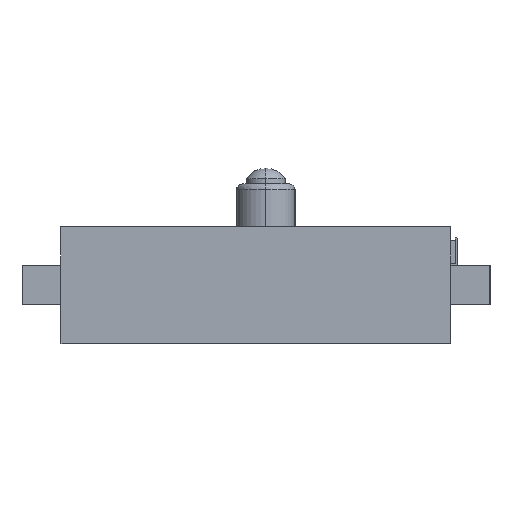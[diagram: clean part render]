
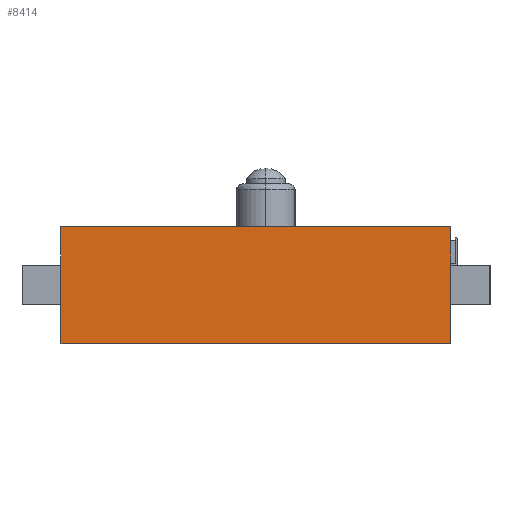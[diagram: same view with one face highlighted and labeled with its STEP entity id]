
A CAD part, left-side view. The second image highlights one B-rep face of the part: STEP entity #8414.
In plain terms, the highlighted planar face has unit normal (-1, 0, 0).
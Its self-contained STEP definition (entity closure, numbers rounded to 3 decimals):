
#8389 = VERTEX_POINT('',#8390);
#8390 = CARTESIAN_POINT('',(-2.5,5.,1.));
#8396 = EDGE_CURVE('',#8397,#8389,#8399,.T.);
#8397 = VERTEX_POINT('',#8398);
#8398 = CARTESIAN_POINT('',(-2.5,5.,-2.));
#8399 = LINE('',#8400,#8401);
#8400 = CARTESIAN_POINT('',(-2.5,5.,-2.));
#8401 = VECTOR('',#8402,1.);
#8402 = DIRECTION('',(0.,0.,1.));
#8414 = ADVANCED_FACE('',(#8415),#8440,.F.);
#8415 = FACE_BOUND('',#8416,.F.);
#8416 = EDGE_LOOP('',(#8417,#8418,#8426,#8434));
#8417 = ORIENTED_EDGE('',*,*,#8396,.T.);
#8418 = ORIENTED_EDGE('',*,*,#8419,.T.);
#8419 = EDGE_CURVE('',#8389,#8420,#8422,.T.);
#8420 = VERTEX_POINT('',#8421);
#8421 = CARTESIAN_POINT('',(-2.5,-5.,1.));
#8422 = LINE('',#8423,#8424);
#8423 = CARTESIAN_POINT('',(-2.5,5.,1.));
#8424 = VECTOR('',#8425,1.);
#8425 = DIRECTION('',(0.,-1.,0.));
#8426 = ORIENTED_EDGE('',*,*,#8427,.F.);
#8427 = EDGE_CURVE('',#8428,#8420,#8430,.T.);
#8428 = VERTEX_POINT('',#8429);
#8429 = CARTESIAN_POINT('',(-2.5,-5.,-2.));
#8430 = LINE('',#8431,#8432);
#8431 = CARTESIAN_POINT('',(-2.5,-5.,-2.));
#8432 = VECTOR('',#8433,1.);
#8433 = DIRECTION('',(0.,0.,1.));
#8434 = ORIENTED_EDGE('',*,*,#8435,.F.);
#8435 = EDGE_CURVE('',#8397,#8428,#8436,.T.);
#8436 = LINE('',#8437,#8438);
#8437 = CARTESIAN_POINT('',(-2.5,5.,-2.));
#8438 = VECTOR('',#8439,1.);
#8439 = DIRECTION('',(0.,-1.,0.));
#8440 = PLANE('',#8441);
#8441 = AXIS2_PLACEMENT_3D('',#8442,#8443,#8444);
#8442 = CARTESIAN_POINT('',(-2.5,5.,-2.));
#8443 = DIRECTION('',(1.,0.,0.));
#8444 = DIRECTION('',(0.,-1.,0.));
